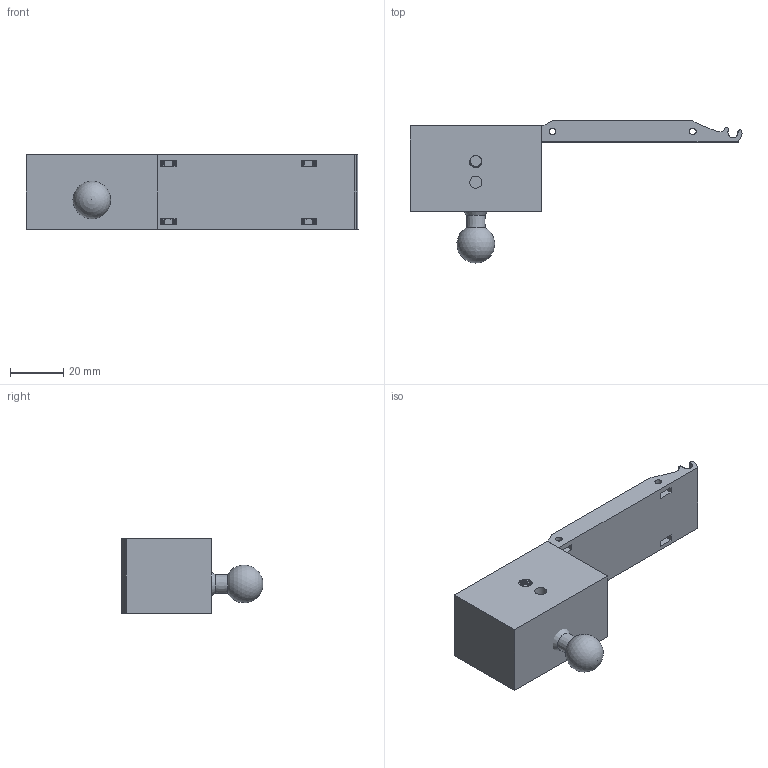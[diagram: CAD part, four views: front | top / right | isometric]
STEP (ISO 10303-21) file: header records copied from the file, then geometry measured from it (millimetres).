
FILE_DESCRIPTION(/* description */ (''),/* implementation_level */ '2;1');
FILE_NAME(/* name */ 'seek attachment clip v7.step',/* time_stamp */ '2021-12-02T17:36:05-05:00',/* author */ (''),/* organization */ (''),/* preprocessor_version */ 'ST-DEVELOPER v18.1',/* originating_system */ 'Autodesk Translation Framework v10.10.0.1391',/* authorisation */ '');
FILE_SCHEMA (('AUTOMOTIVE_DESIGN { 1 0 10303 214 3 1 1 }'));
Length unit declared in the file: millimetre
Products named in the file (4): seek attachment clip; c270 connector; holder seek; holder
Assembly tree (3 placements, depth 4):
  seek attachment clip
    c270 connector
      holder seek
        holder
Bounding box: 124.9 x 53.42 x 28 mm (x, y, z)
Volume: 40074.4 mm3; surface area: 18781.7 mm2
Topology: 3 solids, 3 shells, 561 faces, 1128 edges, 577 vertices
Faces by surface type: plane 518, cylinder 37, cone 3, bspline 2, sphere 1
Full cylindrical faces by diameter (mm): 2.5 x6, 4.234 x5, 4.529 x1, 5.12 x3
Entity records: 15295 total; most frequent: CARTESIAN_POINT 3962, ORIENTED_EDGE 2254, DIRECTION 2242, EDGE_CURVE 1127, LINE 1032, VECTOR 1032, AXIS2_PLACEMENT_3D 605, EDGE_LOOP 582
